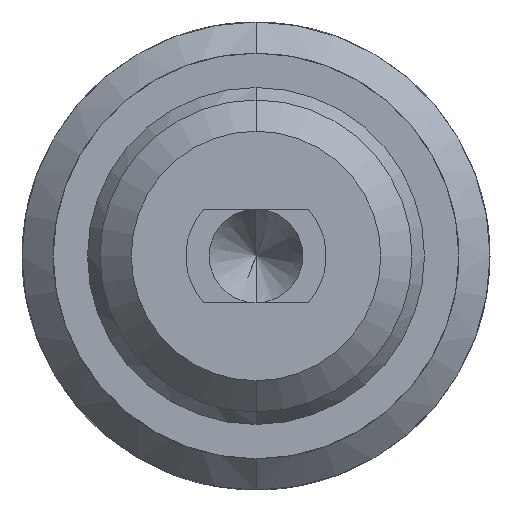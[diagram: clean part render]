
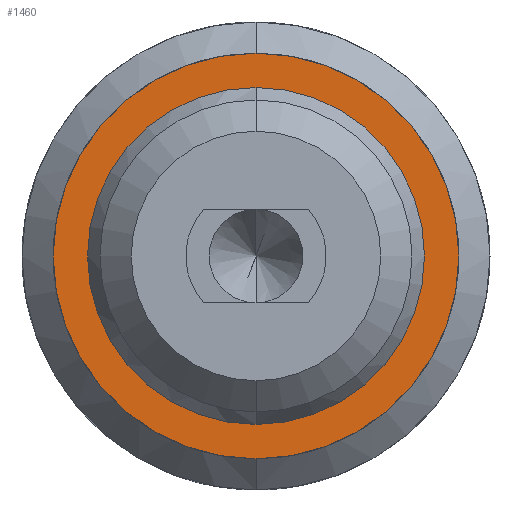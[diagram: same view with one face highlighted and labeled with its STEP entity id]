
A CAD part, front view. The second image highlights one B-rep face of the part: STEP entity #1460.
In plain terms, the highlighted planar face has unit normal (0, -1, 0).
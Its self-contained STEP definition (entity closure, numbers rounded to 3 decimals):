
#61 = ORIENTED_EDGE ( 'NONE', *, *, #1438, .F. ) ;
#182 = CARTESIAN_POINT ( 'NONE',  ( 0., 27.9, -1.3 ) ) ;
#195 = AXIS2_PLACEMENT_3D ( 'NONE', #4739, #5230, #3839 ) ;
#406 = FACE_OUTER_BOUND ( 'NONE', #634, .T. ) ;
#484 = CIRCLE ( 'NONE', #5677, 1.08 ) ;
#530 = CIRCLE ( 'NONE', #4635, 1.08 ) ;
#634 = EDGE_LOOP ( 'NONE', ( #3663, #5384 ) ) ;
#856 = DIRECTION ( 'NONE',  ( 0., -1., 0. ) ) ;
#1061 = DIRECTION ( 'NONE',  ( 0., -1., 0. ) ) ;
#1438 = EDGE_CURVE ( 'Defeature ausgef�hrt3_6+Defeature ausgef�hrt3_7+Defeature ausgef�hrt3_7+Defeature ausgef�hrt3_7', #1883, #3452, #484, .T. ) ;
#1454 = CIRCLE ( 'NONE', #1509, 1.3 ) ;
#1460 = ADVANCED_FACE ( 'Defeature ausgef�hrt3_7', ( #406, #6090 ), #3220, .T. ) ;
#1509 = AXIS2_PLACEMENT_3D ( 'NONE', #4365, #5880, #2502 ) ;
#1784 = DIRECTION ( 'NONE',  ( 0., 0., -1. ) ) ;
#1883 = VERTEX_POINT ( 'NONE', #3599 ) ;
#2228 = EDGE_CURVE ( 'Defeature ausgef�hrt3_7+Defeature ausgef�hrt3_8+Defeature ausgef�hrt3_8+Defeature ausgef�hrt3_8', #5813, #5781, #1454, .T. ) ;
#2472 = DIRECTION ( 'NONE',  ( 0., 0., -1. ) ) ;
#2502 = DIRECTION ( 'NONE',  ( 0., 0., -1. ) ) ;
#2686 = CIRCLE ( 'NONE', #195, 1.3 ) ;
#2737 = DIRECTION ( 'NONE',  ( 0., -1., 0. ) ) ;
#2760 = CARTESIAN_POINT ( 'NONE',  ( 0., 27.9, 0. ) ) ;
#3053 = CARTESIAN_POINT ( 'NONE',  ( 1.08, 27.9, 0. ) ) ;
#3220 = PLANE ( 'NONE',  #3734 ) ;
#3449 = EDGE_LOOP ( 'NONE', ( #61, #4825 ) ) ;
#3452 = VERTEX_POINT ( 'NONE', #4718 ) ;
#3599 = CARTESIAN_POINT ( 'NONE',  ( 0., 27.9, -1.08 ) ) ;
#3663 = ORIENTED_EDGE ( 'NONE', *, *, #2228, .T. ) ;
#3734 = AXIS2_PLACEMENT_3D ( 'NONE', #3053, #856, #1784 ) ;
#3839 = DIRECTION ( 'NONE',  ( 0., 0., -1. ) ) ;
#3938 = CARTESIAN_POINT ( 'NONE',  ( 0., 27.9, 0. ) ) ;
#4154 = DIRECTION ( 'NONE',  ( 0., 0., -1. ) ) ;
#4365 = CARTESIAN_POINT ( 'NONE',  ( 0., 27.9, 0. ) ) ;
#4448 = CARTESIAN_POINT ( 'NONE',  ( 0., 27.9, 1.3 ) ) ;
#4635 = AXIS2_PLACEMENT_3D ( 'NONE', #2760, #2737, #4154 ) ;
#4718 = CARTESIAN_POINT ( 'NONE',  ( 0., 27.9, 1.08 ) ) ;
#4739 = CARTESIAN_POINT ( 'NONE',  ( 0., 27.9, 0. ) ) ;
#4825 = ORIENTED_EDGE ( 'NONE', *, *, #6020, .F. ) ;
#5224 = EDGE_CURVE ( 'Defeature ausgef�hrt3_7+Defeature ausgef�hrt3_8+Defeature ausgef�hrt3_8+Defeature ausgef�hrt3_8', #5781, #5813, #2686, .T. ) ;
#5230 = DIRECTION ( 'NONE',  ( 0., -1., 0. ) ) ;
#5384 = ORIENTED_EDGE ( 'NONE', *, *, #5224, .T. ) ;
#5677 = AXIS2_PLACEMENT_3D ( 'NONE', #3938, #1061, #2472 ) ;
#5781 = VERTEX_POINT ( 'NONE', #4448 ) ;
#5813 = VERTEX_POINT ( 'NONE', #182 ) ;
#5880 = DIRECTION ( 'NONE',  ( 0., -1., 0. ) ) ;
#6020 = EDGE_CURVE ( 'Defeature ausgef�hrt3_6+Defeature ausgef�hrt3_7+Defeature ausgef�hrt3_7+Defeature ausgef�hrt3_7', #3452, #1883, #530, .T. ) ;
#6090 = FACE_BOUND ( 'NONE', #3449, .T. ) ;
